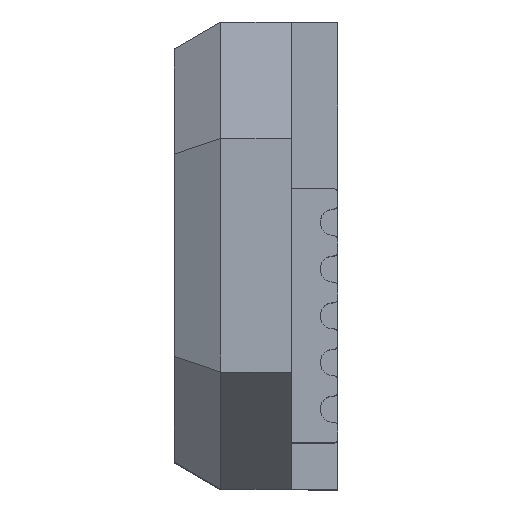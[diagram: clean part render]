
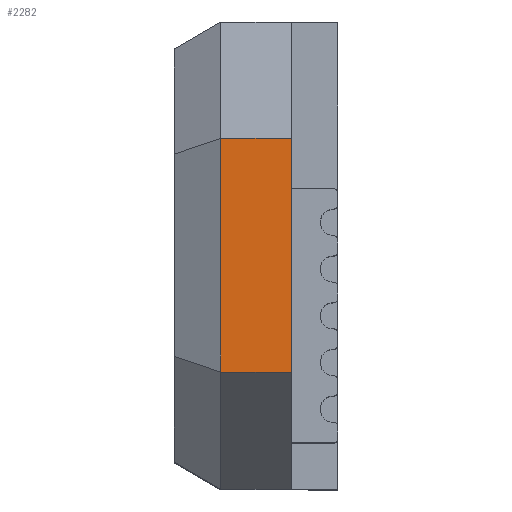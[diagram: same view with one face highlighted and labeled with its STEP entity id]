
A CAD part, top view. The second image highlights one B-rep face of the part: STEP entity #2282.
In plain terms, the highlighted planar face has unit normal (0, 0, 1).
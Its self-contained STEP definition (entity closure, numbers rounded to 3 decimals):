
#70 = EDGE_CURVE ( 'NONE', #1333, #1387, #190, .T. ) ;
#127 = EDGE_CURVE ( 'NONE', #1370, #1333, #738, .T. ) ;
#149 = VECTOR ( 'NONE', #1320, 1000. ) ;
#158 = EDGE_LOOP ( 'NONE', ( #498, #394, #482, #399 ) ) ;
#190 = LINE ( 'NONE', #1319, #149 ) ;
#394 = ORIENTED_EDGE ( 'NONE', *, *, #70, .T. ) ;
#399 = ORIENTED_EDGE ( 'NONE', *, *, #1252, .T. ) ;
#482 = ORIENTED_EDGE ( 'NONE', *, *, #1226, .T. ) ;
#498 = ORIENTED_EDGE ( 'NONE', *, *, #127, .T. ) ;
#735 = VECTOR ( 'NONE', #1547, 1000. ) ;
#738 = LINE ( 'NONE', #1568, #735 ) ;
#875 = VECTOR ( 'NONE', #1732, 1000. ) ;
#885 = LINE ( 'NONE', #1720, #875 ) ;
#911 = LINE ( 'NONE', #1796, #942 ) ;
#942 = VECTOR ( 'NONE', #1833, 1000. ) ;
#1011 = FACE_OUTER_BOUND ( 'NONE', #158, .T. ) ;
#1156 = AXIS2_PLACEMENT_3D ( 'NONE', #2053, #2024, #2055 ) ;
#1226 = EDGE_CURVE ( 'NONE', #1387, #1380, #885, .T. ) ;
#1252 = EDGE_CURVE ( 'NONE', #1380, #1370, #911, .T. ) ;
#1319 = CARTESIAN_POINT ( 'NONE',  ( -12.05, -24.924, 24.1 ) ) ;
#1320 = DIRECTION ( 'NONE',  ( 0., -1., 0. ) ) ;
#1333 = VERTEX_POINT ( 'NONE', #1899 ) ;
#1370 = VERTEX_POINT ( 'NONE', #2005 ) ;
#1380 = VERTEX_POINT ( 'NONE', #1997 ) ;
#1387 = VERTEX_POINT ( 'NONE', #1971 ) ;
#1547 = DIRECTION ( 'NONE',  ( -1., 0., 0. ) ) ;
#1568 = CARTESIAN_POINT ( 'NONE',  ( -63.197, 13., 24.1 ) ) ;
#1720 = CARTESIAN_POINT ( 'NONE',  ( -9.05, 3., 24.1 ) ) ;
#1732 = DIRECTION ( 'NONE',  ( 1., 0., 0. ) ) ;
#1796 = CARTESIAN_POINT ( 'NONE',  ( -9.05, 18., 24.1 ) ) ;
#1833 = DIRECTION ( 'NONE',  ( 0., 1., 0. ) ) ;
#1899 = CARTESIAN_POINT ( 'NONE',  ( -12.05, 13., 24.1 ) ) ;
#1971 = CARTESIAN_POINT ( 'NONE',  ( -12.05, 3., 24.1 ) ) ;
#1997 = CARTESIAN_POINT ( 'NONE',  ( -9.05, 3., 24.1 ) ) ;
#2005 = CARTESIAN_POINT ( 'NONE',  ( -9.05, 13., 24.1 ) ) ;
#2024 = DIRECTION ( 'NONE',  ( 0., 0., 1. ) ) ;
#2050 = PLANE ( 'NONE',  #1156 ) ;
#2053 = CARTESIAN_POINT ( 'NONE',  ( -63.197, -24.924, 24.1 ) ) ;
#2055 = DIRECTION ( 'NONE',  ( 0., -1., 0. ) ) ;
#2282 = ADVANCED_FACE ( 'NONE', ( #1011 ), #2050, .T. ) ;
